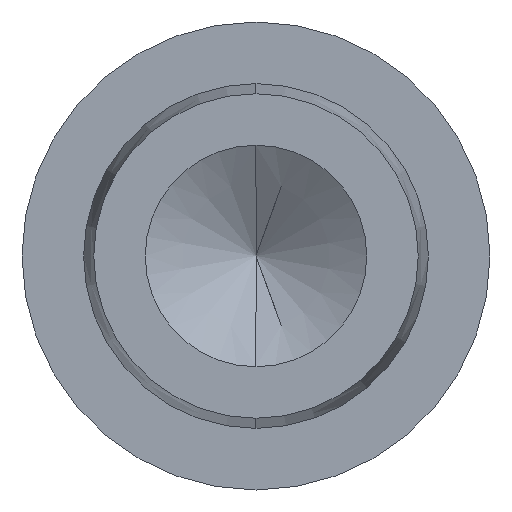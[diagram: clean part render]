
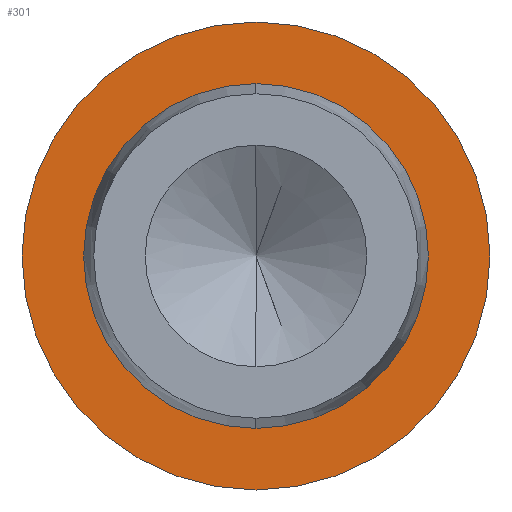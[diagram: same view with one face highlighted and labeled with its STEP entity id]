
A CAD part, left-side view. The second image highlights one B-rep face of the part: STEP entity #301.
In plain terms, the highlighted planar face has unit normal (-1, 0, 0).
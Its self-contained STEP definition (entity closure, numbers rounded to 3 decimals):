
#7 = CIRCLE ( 'NONE', #146, 1.04 ) ;
#22 = EDGE_CURVE ( 'NONE', #483, #232, #82, .T. ) ;
#41 = EDGE_CURVE ( 'NONE', #232, #483, #144, .T. ) ;
#43 = ORIENTED_EDGE ( 'NONE', *, *, #41, .F. ) ;
#47 = DIRECTION ( 'NONE',  ( 1., 0., 0. ) ) ;
#48 = CARTESIAN_POINT ( 'NONE',  ( 3.955, 0., 0. ) ) ;
#49 = FACE_OUTER_BOUND ( 'NONE', #179, .T. ) ;
#59 = EDGE_CURVE ( 'NONE', #116, #151, #7, .T. ) ;
#73 = ORIENTED_EDGE ( 'NONE', *, *, #22, .F. ) ;
#77 = ORIENTED_EDGE ( 'NONE', *, *, #59, .T. ) ;
#82 = CIRCLE ( 'NONE', #361, 1.5 ) ;
#91 = CARTESIAN_POINT ( 'NONE',  ( 3.955, 0., 0. ) ) ;
#101 = CARTESIAN_POINT ( 'NONE',  ( 3.955, 1.04, 0. ) ) ;
#108 = ORIENTED_EDGE ( 'NONE', *, *, #504, .T. ) ;
#116 = VERTEX_POINT ( 'NONE', #120 ) ;
#120 = CARTESIAN_POINT ( 'NONE',  ( 3.955, 0., 1.04 ) ) ;
#125 = DIRECTION ( 'NONE',  ( 0., 0., -1. ) ) ;
#134 = AXIS2_PLACEMENT_3D ( 'NONE', #101, #481, #174 ) ;
#144 = CIRCLE ( 'NONE', #288, 1.5 ) ;
#146 = AXIS2_PLACEMENT_3D ( 'NONE', #48, #353, #157 ) ;
#151 = VERTEX_POINT ( 'NONE', #437 ) ;
#157 = DIRECTION ( 'NONE',  ( 0., 0., -1. ) ) ;
#174 = DIRECTION ( 'NONE',  ( 0., 0., 1. ) ) ;
#179 = EDGE_LOOP ( 'NONE', ( #43, #73 ) ) ;
#204 = PLANE ( 'NONE',  #134 ) ;
#232 = VERTEX_POINT ( 'NONE', #419 ) ;
#239 = DIRECTION ( 'NONE',  ( 0., 0., -1. ) ) ;
#242 = CARTESIAN_POINT ( 'NONE',  ( 3.955, 0., 1.5 ) ) ;
#276 = DIRECTION ( 'NONE',  ( 1., 0., 0. ) ) ;
#288 = AXIS2_PLACEMENT_3D ( 'NONE', #91, #47, #125 ) ;
#301 = ADVANCED_FACE ( 'NONE', ( #319, #49 ), #204, .T. ) ;
#307 = DIRECTION ( 'NONE',  ( 1., 0., 0. ) ) ;
#310 = CIRCLE ( 'NONE', #470, 1.04 ) ;
#319 = FACE_BOUND ( 'NONE', #430, .T. ) ;
#353 = DIRECTION ( 'NONE',  ( 1., 0., 0. ) ) ;
#361 = AXIS2_PLACEMENT_3D ( 'NONE', #459, #307, #475 ) ;
#363 = CARTESIAN_POINT ( 'NONE',  ( 3.955, 0., 0. ) ) ;
#419 = CARTESIAN_POINT ( 'NONE',  ( 3.955, 0., -1.5 ) ) ;
#430 = EDGE_LOOP ( 'NONE', ( #108, #77 ) ) ;
#437 = CARTESIAN_POINT ( 'NONE',  ( 3.955, 0., -1.04 ) ) ;
#459 = CARTESIAN_POINT ( 'NONE',  ( 3.955, 0., 0. ) ) ;
#470 = AXIS2_PLACEMENT_3D ( 'NONE', #363, #276, #239 ) ;
#475 = DIRECTION ( 'NONE',  ( 0., 0., -1. ) ) ;
#481 = DIRECTION ( 'NONE',  ( -1., 0., 0. ) ) ;
#483 = VERTEX_POINT ( 'NONE', #242 ) ;
#504 = EDGE_CURVE ( 'NONE', #151, #116, #310, .T. ) ;
